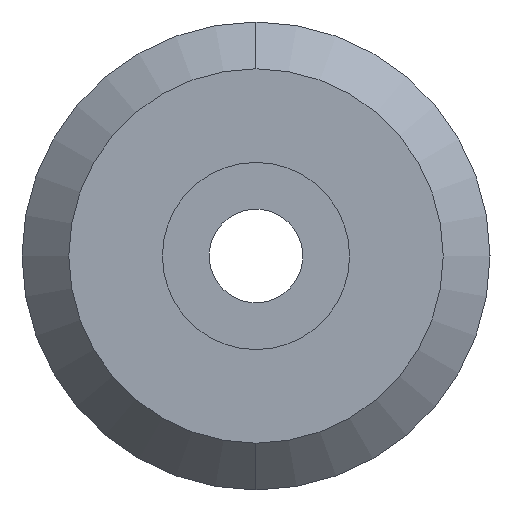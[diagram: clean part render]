
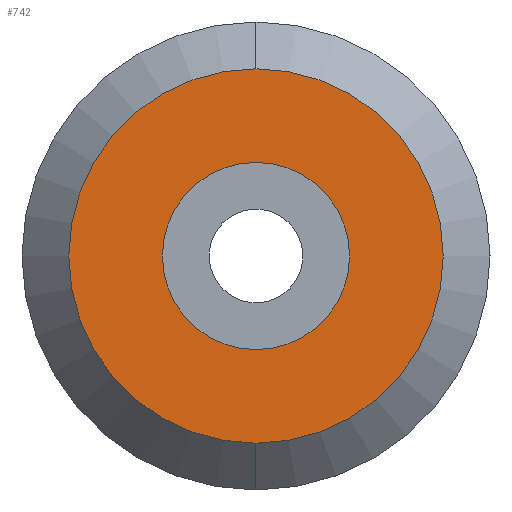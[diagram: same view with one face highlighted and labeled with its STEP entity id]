
A CAD part, left-side view. The second image highlights one B-rep face of the part: STEP entity #742.
In plain terms, the highlighted planar face has unit normal (-1, 0, 0).
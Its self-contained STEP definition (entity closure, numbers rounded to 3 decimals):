
#4 = CARTESIAN_POINT ( 'NONE',  ( -82., 2., 0. ) ) ;
#20 = CIRCLE ( 'NONE', #479, 4. ) ;
#38 = DIRECTION ( 'NONE',  ( 0., 0., 1. ) ) ;
#39 = ORIENTED_EDGE ( 'NONE', *, *, #84, .F. ) ;
#42 = PLANE ( 'NONE',  #395 ) ;
#84 = EDGE_CURVE ( 'NONE', #118, #1057, #20, .T. ) ;
#111 = CARTESIAN_POINT ( 'NONE',  ( -82., 0., 2. ) ) ;
#117 = CIRCLE ( 'NONE', #1069, 4. ) ;
#118 = VERTEX_POINT ( 'NONE', #336 ) ;
#180 = FACE_OUTER_BOUND ( 'NONE', #261, .T. ) ;
#186 = CARTESIAN_POINT ( 'NONE',  ( -82., 0., 0. ) ) ;
#192 = DIRECTION ( 'NONE',  ( 1., 0., 0. ) ) ;
#199 = DIRECTION ( 'NONE',  ( 0., 0., -1. ) ) ;
#228 = DIRECTION ( 'NONE',  ( 0., 0., -1. ) ) ;
#243 = CIRCLE ( 'NONE', #545, 2. ) ;
#261 = EDGE_LOOP ( 'NONE', ( #410, #39 ) ) ;
#298 = VERTEX_POINT ( 'NONE', #544 ) ;
#319 = CARTESIAN_POINT ( 'NONE',  ( -82., 0., 0. ) ) ;
#336 = CARTESIAN_POINT ( 'NONE',  ( -82., 0., 4. ) ) ;
#364 = AXIS2_PLACEMENT_3D ( 'NONE', #760, #761, #771 ) ;
#395 = AXIS2_PLACEMENT_3D ( 'NONE', #4, #773, #38 ) ;
#410 = ORIENTED_EDGE ( 'NONE', *, *, #703, .F. ) ;
#414 = EDGE_CURVE ( 'NONE', #753, #298, #549, .T. ) ;
#435 = ORIENTED_EDGE ( 'NONE', *, *, #958, .T. ) ;
#441 = ORIENTED_EDGE ( 'NONE', *, *, #414, .T. ) ;
#446 = EDGE_LOOP ( 'NONE', ( #435, #441 ) ) ;
#464 = DIRECTION ( 'NONE',  ( 1., 0., 0. ) ) ;
#469 = CARTESIAN_POINT ( 'NONE',  ( -82., 0., 0. ) ) ;
#479 = AXIS2_PLACEMENT_3D ( 'NONE', #186, #192, #199 ) ;
#544 = CARTESIAN_POINT ( 'NONE',  ( -82., 0., -2. ) ) ;
#545 = AXIS2_PLACEMENT_3D ( 'NONE', #469, #464, #1060 ) ;
#549 = CIRCLE ( 'NONE', #364, 2. ) ;
#703 = EDGE_CURVE ( 'NONE', #1057, #118, #117, .T. ) ;
#742 = ADVANCED_FACE ( 'NONE', ( #822, #180 ), #42, .T. ) ;
#753 = VERTEX_POINT ( 'NONE', #111 ) ;
#760 = CARTESIAN_POINT ( 'NONE',  ( -82., 0., 0. ) ) ;
#761 = DIRECTION ( 'NONE',  ( 1., 0., 0. ) ) ;
#771 = DIRECTION ( 'NONE',  ( 0., 0., -1. ) ) ;
#773 = DIRECTION ( 'NONE',  ( -1., 0., 0. ) ) ;
#779 = CARTESIAN_POINT ( 'NONE',  ( -82., 0., -4. ) ) ;
#822 = FACE_BOUND ( 'NONE', #446, .T. ) ;
#851 = DIRECTION ( 'NONE',  ( 1., 0., 0. ) ) ;
#958 = EDGE_CURVE ( 'NONE', #298, #753, #243, .T. ) ;
#1057 = VERTEX_POINT ( 'NONE', #779 ) ;
#1060 = DIRECTION ( 'NONE',  ( 0., 0., -1. ) ) ;
#1069 = AXIS2_PLACEMENT_3D ( 'NONE', #319, #851, #228 ) ;
